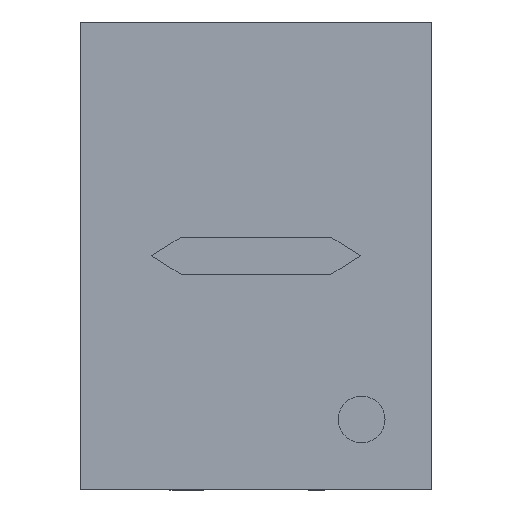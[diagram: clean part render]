
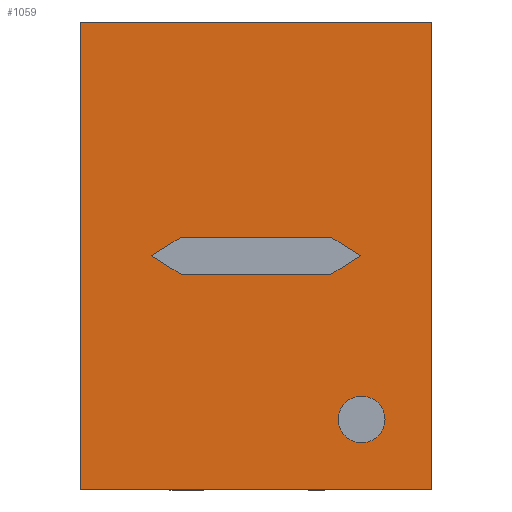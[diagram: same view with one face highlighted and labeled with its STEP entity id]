
A CAD part, top view. The second image highlights one B-rep face of the part: STEP entity #1059.
In plain terms, the highlighted planar face has unit normal (0, 0, 1).
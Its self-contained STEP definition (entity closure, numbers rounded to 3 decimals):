
#100=LINE('',#1556,#202);
#104=LINE('',#1564,#206);
#107=LINE('',#1570,#209);
#110=LINE('',#1576,#212);
#113=LINE('',#1582,#215);
#116=LINE('',#1587,#218);
#128=LINE('',#1613,#230);
#165=LINE('',#1688,#267);
#194=LINE('',#1744,#296);
#201=LINE('',#1758,#303);
#202=VECTOR('',#1229,3.937);
#206=VECTOR('',#1235,3.937);
#209=VECTOR('',#1240,3.937);
#212=VECTOR('',#1245,3.937);
#215=VECTOR('',#1250,3.937);
#218=VECTOR('',#1255,3.937);
#230=VECTOR('',#1275,3.937);
#267=VECTOR('',#1326,3.937);
#296=VECTOR('',#1379,3.937);
#303=VECTOR('',#1400,3.937);
#341=PLANE('',#1143);
#363=FACE_BOUND('',#484,.T.);
#364=FACE_BOUND('',#485,.T.);
#413=FACE_OUTER_BOUND('',#483,.T.);
#483=EDGE_LOOP('',(#959,#960,#961,#962));
#484=EDGE_LOOP('',(#963));
#485=EDGE_LOOP('',(#964,#965,#966,#967,#968,#969));
#527=CIRCLE('',#1105,0.246);
#549=VERTEX_POINT('',#1550);
#550=VERTEX_POINT('',#1554);
#551=VERTEX_POINT('',#1555);
#554=VERTEX_POINT('',#1563);
#556=VERTEX_POINT('',#1569);
#558=VERTEX_POINT('',#1575);
#560=VERTEX_POINT('',#1581);
#570=VERTEX_POINT('',#1610);
#571=VERTEX_POINT('',#1612);
#601=VERTEX_POINT('',#1685);
#602=VERTEX_POINT('',#1687);
#639=EDGE_CURVE('',#549,#549,#527,.T.);
#640=EDGE_CURVE('',#550,#551,#100,.T.);
#644=EDGE_CURVE('',#551,#554,#104,.T.);
#647=EDGE_CURVE('',#554,#556,#107,.T.);
#650=EDGE_CURVE('',#556,#558,#110,.T.);
#653=EDGE_CURVE('',#558,#560,#113,.T.);
#656=EDGE_CURVE('',#560,#550,#116,.T.);
#668=EDGE_CURVE('',#571,#570,#128,.T.);
#705=EDGE_CURVE('',#602,#601,#165,.T.);
#734=EDGE_CURVE('',#601,#571,#194,.T.);
#741=EDGE_CURVE('',#570,#602,#201,.T.);
#959=ORIENTED_EDGE('',*,*,#734,.T.);
#960=ORIENTED_EDGE('',*,*,#668,.T.);
#961=ORIENTED_EDGE('',*,*,#741,.T.);
#962=ORIENTED_EDGE('',*,*,#705,.T.);
#963=ORIENTED_EDGE('',*,*,#639,.T.);
#964=ORIENTED_EDGE('',*,*,#640,.T.);
#965=ORIENTED_EDGE('',*,*,#644,.T.);
#966=ORIENTED_EDGE('',*,*,#647,.T.);
#967=ORIENTED_EDGE('',*,*,#650,.T.);
#968=ORIENTED_EDGE('',*,*,#653,.T.);
#969=ORIENTED_EDGE('',*,*,#656,.T.);
#1059=ADVANCED_FACE('',(#413,#363,#364),#341,.T.);
#1105=AXIS2_PLACEMENT_3D('',#1551,#1223,#1224);
#1143=AXIS2_PLACEMENT_3D('',#1759,#1401,#1402);
#1223=DIRECTION('center_axis',(0.,0.,-1.));
#1224=DIRECTION('ref_axis',(1.,0.,0.));
#1229=DIRECTION('',(-0.848,0.53,0.));
#1235=DIRECTION('',(0.848,0.53,0.));
#1240=DIRECTION('',(1.,0.,0.));
#1245=DIRECTION('',(0.848,-0.53,0.));
#1250=DIRECTION('',(-0.848,-0.53,0.));
#1255=DIRECTION('',(-1.,0.,0.));
#1275=DIRECTION('',(1.,0.,0.));
#1326=DIRECTION('',(-1.,0.,0.));
#1379=DIRECTION('',(0.,-1.,0.));
#1400=DIRECTION('',(0.,1.,0.));
#1401=DIRECTION('center_axis',(0.,0.,1.));
#1402=DIRECTION('ref_axis',(1.,0.,0.));
#1550=CARTESIAN_POINT('',(4.354,4.831,7.));
#1551=CARTESIAN_POINT('Origin',(4.6,4.831,7.));
#1554=CARTESIAN_POINT('',(2.7,6.356,7.));
#1555=CARTESIAN_POINT('',(2.385,6.553,7.));
#1556=CARTESIAN_POINT('',(2.781,6.305,7.));
#1563=CARTESIAN_POINT('',(2.7,6.75,7.));
#1564=CARTESIAN_POINT('',(2.939,6.899,7.));
#1569=CARTESIAN_POINT('',(4.275,6.75,7.));
#1570=CARTESIAN_POINT('',(3.881,6.75,7.));
#1575=CARTESIAN_POINT('',(4.59,6.553,7.));
#1576=CARTESIAN_POINT('',(4.193,6.801,7.));
#1581=CARTESIAN_POINT('',(4.275,6.356,7.));
#1582=CARTESIAN_POINT('',(4.036,6.207,7.));
#1587=CARTESIAN_POINT('',(3.094,6.356,7.));
#1610=CARTESIAN_POINT('',(5.338,4.093,7.));
#1612=CARTESIAN_POINT('',(1.637,4.093,7.));
#1613=CARTESIAN_POINT('',(1.637,4.093,7.));
#1685=CARTESIAN_POINT('',(1.637,9.014,7.));
#1687=CARTESIAN_POINT('',(5.338,9.014,7.));
#1688=CARTESIAN_POINT('',(5.338,9.014,7.));
#1744=CARTESIAN_POINT('',(1.637,9.014,7.));
#1758=CARTESIAN_POINT('',(5.338,4.093,7.));
#1759=CARTESIAN_POINT('Origin',(3.487,6.553,7.));
